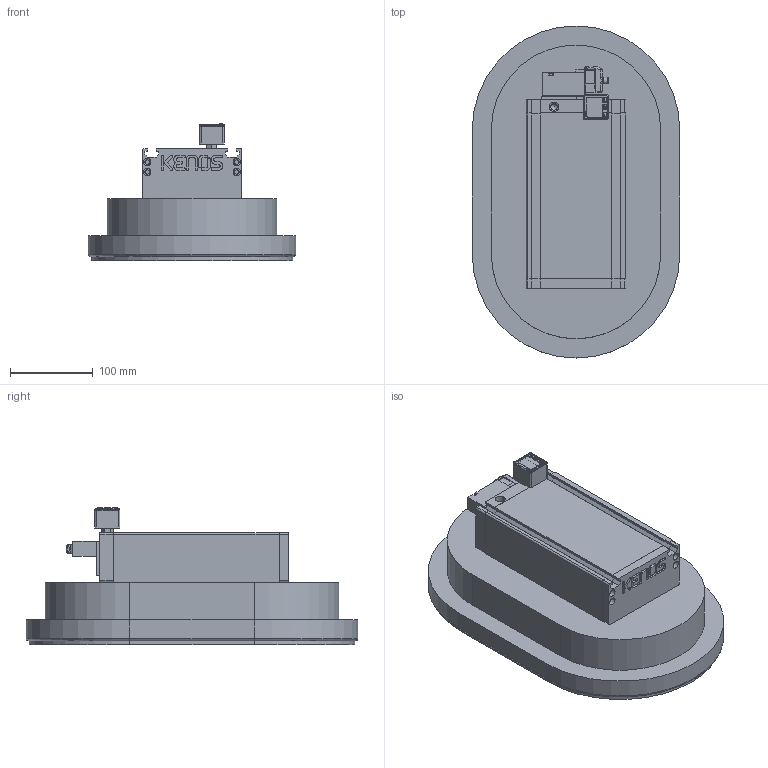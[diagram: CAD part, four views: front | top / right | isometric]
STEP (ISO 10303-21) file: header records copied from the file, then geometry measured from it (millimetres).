
FILE_DESCRIPTION(/* description */ ('Unknown'),/* implementation_level */ '2;1');
FILE_NAME(/* name */ 'KSG_A02_B01_C04_D02_G04M',/* time_stamp */ '2017-12-18T15:44:24+01:00',/* author */ ('Unknown'),/* organization */ ('Unknown'),/* preprocessor_version */ 'ST-DEVELOPER v16.7',/* originating_system */ 'DEX',/* authorisation */ $);
FILE_SCHEMA (('AUTOMOTIVE_DESIGN {1 0 10303 214 3 1 1}'));
Length unit declared in the file: millimetre
Products named in the file (12): KSG_A02_B01_C04_D02_G04M; KSG_PROF; KSG_PROFILE_200; KSG_G_PU; KSG_METAL_400x250; ATC-VEN-KSG-E-400-250-G3; KSG_GABLE_B_BD; KSG_G_COAX_1_SOL_1; KSG_MON_B_M2; digital vacuum switch; KSG_BODY_400x250; BODY-KSG-E-400-250
Assembly tree (11 placements, depth 3):
  KSG_A02_B01_C04_D02_G04M
    KSG_PROF
      KSG_PROFILE_200
      KSG_G_PU
    KSG_METAL_400x250
      ATC-VEN-KSG-E-400-250-G3
    KSG_GABLE_B_BD
      KSG_G_COAX_1_SOL_1
    KSG_MON_B_M2
      digital vacuum switch
    KSG_BODY_400x250
      BODY-KSG-E-400-250
Bounding box: 250 x 400 x 165.8 mm (x, y, z)
Volume: 3547119.9 mm3; surface area: 574659.3 mm2
Topology: 6 solids, 17 shells, 830 faces, 2136 edges, 1370 vertices
Faces by surface type: plane 472, cylinder 237, bspline 57, cone 31, torus 27, sphere 6
Full cylindrical faces by diameter (mm): 1 x3, 1.5 x1, 1.6 x2, 2 x4, 2.459 x4, 2.5 x2, 3 x2, 3.2 x4, 3.242 x2, 3.3 x1, 3.8 x1, 4.134 x6, 4.2 x8, 5 x4, 5.5 x8, 5.8 x1, 7 x1, 7.4 x1, 8 x3, 8.566 x1, 9 x8, 10 x1, 11.445 x1
Entity records: 36151 total; most frequent: CARTESIAN_POINT 11627, ORIENTED_EDGE 3902, DIRECTION 3825, EDGE_CURVE 1951, VERTEX_POINT 1321, AXIS2_PLACEMENT_3D 1278, LINE 1269, VECTOR 1269
